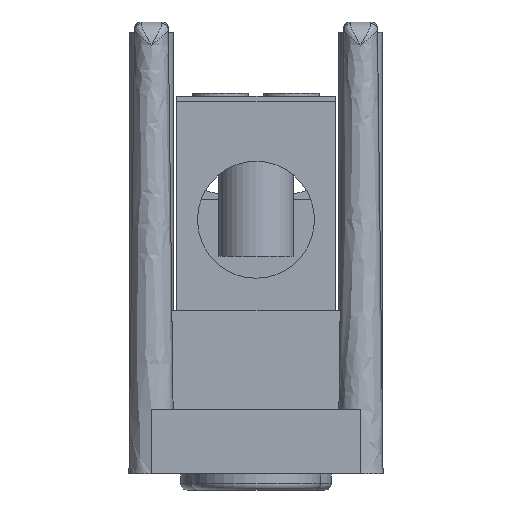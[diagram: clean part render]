
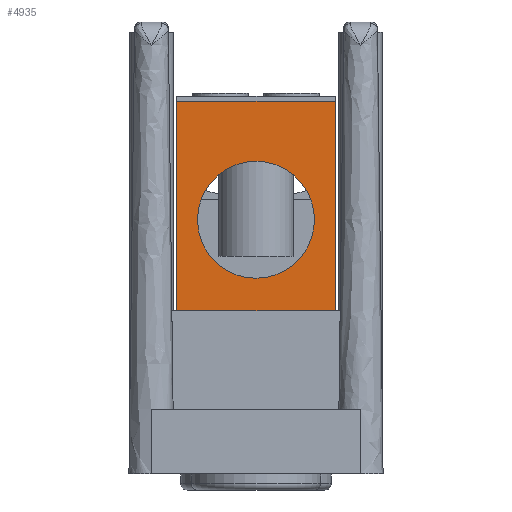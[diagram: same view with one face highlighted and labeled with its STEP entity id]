
A CAD part, front view. The second image highlights one B-rep face of the part: STEP entity #4935.
In plain terms, the highlighted planar face has unit normal (0, -1, 0).
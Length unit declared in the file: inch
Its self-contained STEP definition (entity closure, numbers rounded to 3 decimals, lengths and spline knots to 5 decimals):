
#22 = FACE_OUTER_BOUND ( 'NONE', #3803, .T. ) ;
#278 = VERTEX_POINT ( 'NONE', #5996 ) ;
#463 = VERTEX_POINT ( 'NONE', #6924 ) ;
#753 = ORIENTED_EDGE ( 'NONE', *, *, #14435, .F. ) ;
#844 = CARTESIAN_POINT ( 'NONE',  ( 0.30625, -0.9725, -1.6189 ) ) ;
#1745 = CARTESIAN_POINT ( 'NONE',  ( 0., -0.9725, -1.6189 ) ) ;
#1981 = DIRECTION ( 'NONE',  ( 0., 0., 1. ) ) ;
#2131 = CARTESIAN_POINT ( 'NONE',  ( -0.0001, -0.9725, -1.4924 ) ) ;
#2158 = VERTEX_POINT ( 'NONE', #12603 ) ;
#2231 = AXIS2_PLACEMENT_3D ( 'NONE', #12534, #5556, #13707 ) ;
#2372 = EDGE_CURVE ( 'NONE', #5195, #2158, #10664, .T. ) ;
#2871 = DIRECTION ( 'NONE',  ( 0., 0., -1. ) ) ;
#3250 = CARTESIAN_POINT ( 'NONE',  ( -0.30625, -0.9725, -0.8069 ) ) ;
#3655 = ORIENTED_EDGE ( 'NONE', *, *, #8906, .T. ) ;
#3728 = VERTEX_POINT ( 'NONE', #10907 ) ;
#3803 = EDGE_LOOP ( 'NONE', ( #3655, #4148, #10379, #6031 ) ) ;
#4148 = ORIENTED_EDGE ( 'NONE', *, *, #13741, .F. ) ;
#4923 = DIRECTION ( 'NONE',  ( 1., 0., 0. ) ) ;
#4935 = ADVANCED_FACE ( 'NONE', ( #12298, #22 ), #6297, .T. ) ;
#5195 = VERTEX_POINT ( 'NONE', #2131 ) ;
#5556 = DIRECTION ( 'NONE',  ( 0., -1., 0. ) ) ;
#5700 = LINE ( 'NONE', #844, #11500 ) ;
#5753 = ORIENTED_EDGE ( 'NONE', *, *, #2372, .F. ) ;
#5996 = CARTESIAN_POINT ( 'NONE',  ( 0.30625, -0.9725, -1.6189 ) ) ;
#6010 = VECTOR ( 'NONE', #4923, 39.37008 ) ;
#6031 = ORIENTED_EDGE ( 'NONE', *, *, #7857, .T. ) ;
#6279 = VECTOR ( 'NONE', #9993, 39.37008 ) ;
#6297 = PLANE ( 'NONE',  #11888 ) ;
#6310 = CARTESIAN_POINT ( 'NONE',  ( -0.0001, -0.9725, -1.2659 ) ) ;
#6333 = DIRECTION ( 'NONE',  ( 1., 0., 0. ) ) ;
#6924 = CARTESIAN_POINT ( 'NONE',  ( 0.30625, -0.9725, -0.8069 ) ) ;
#7376 = LINE ( 'NONE', #13281, #13585 ) ;
#7440 = DIRECTION ( 'NONE',  ( 0., 0., -1. ) ) ;
#7588 = CARTESIAN_POINT ( 'NONE',  ( -0.30625, -0.9725, -1.6189 ) ) ;
#7857 = EDGE_CURVE ( 'NONE', #3728, #278, #7376, .T. ) ;
#8906 = EDGE_CURVE ( 'NONE', #278, #463, #5700, .T. ) ;
#9220 = CIRCLE ( 'NONE', #2231, 0.2265 ) ;
#9311 = AXIS2_PLACEMENT_3D ( 'NONE', #6310, #14466, #7440 ) ;
#9861 = DIRECTION ( 'NONE',  ( 0., -1., 0. ) ) ;
#9993 = DIRECTION ( 'NONE',  ( 0., 0., 1. ) ) ;
#10379 = ORIENTED_EDGE ( 'NONE', *, *, #10814, .F. ) ;
#10664 = CIRCLE ( 'NONE', #9311, 0.2265 ) ;
#10725 = LINE ( 'NONE', #11896, #6010 ) ;
#10814 = EDGE_CURVE ( 'NONE', #3728, #14894, #12441, .T. ) ;
#10907 = CARTESIAN_POINT ( 'NONE',  ( -0.30625, -0.9725, -1.6189 ) ) ;
#10938 = EDGE_LOOP ( 'NONE', ( #5753, #753 ) ) ;
#11500 = VECTOR ( 'NONE', #1981, 39.37008 ) ;
#11888 = AXIS2_PLACEMENT_3D ( 'NONE', #1745, #9861, #2871 ) ;
#11896 = CARTESIAN_POINT ( 'NONE',  ( 0., -0.9725, -0.8069 ) ) ;
#12298 = FACE_BOUND ( 'NONE', #10938, .T. ) ;
#12441 = LINE ( 'NONE', #7588, #6279 ) ;
#12534 = CARTESIAN_POINT ( 'NONE',  ( -0.0001, -0.9725, -1.2659 ) ) ;
#12603 = CARTESIAN_POINT ( 'NONE',  ( -0.0001, -0.9725, -1.0394 ) ) ;
#13281 = CARTESIAN_POINT ( 'NONE',  ( 0., -0.9725, -1.6189 ) ) ;
#13585 = VECTOR ( 'NONE', #6333, 39.37008 ) ;
#13707 = DIRECTION ( 'NONE',  ( 0., 0., -1. ) ) ;
#13741 = EDGE_CURVE ( 'NONE', #14894, #463, #10725, .T. ) ;
#14435 = EDGE_CURVE ( 'NONE', #2158, #5195, #9220, .T. ) ;
#14466 = DIRECTION ( 'NONE',  ( 0., -1., 0. ) ) ;
#14894 = VERTEX_POINT ( 'NONE', #3250 ) ;
